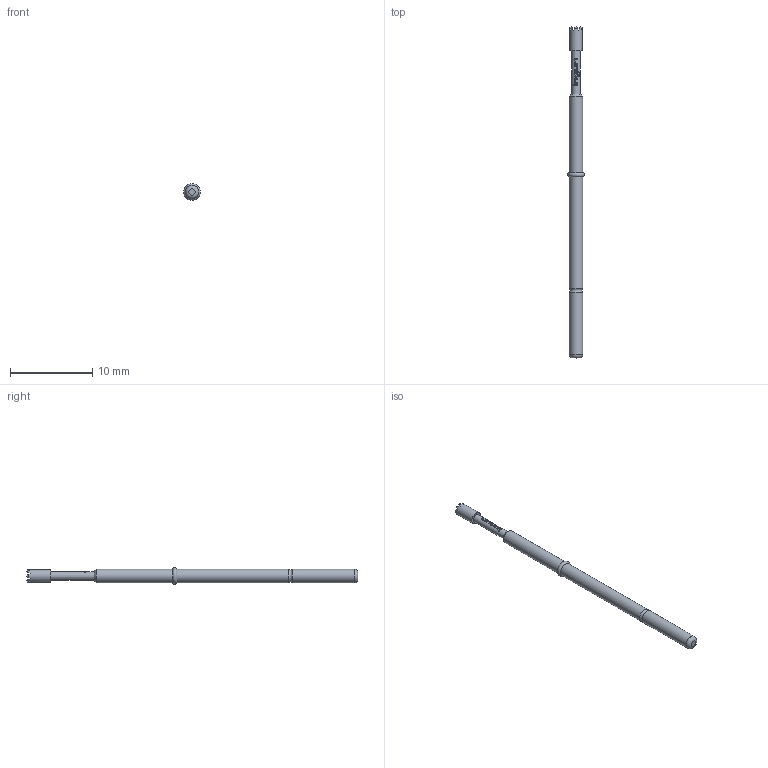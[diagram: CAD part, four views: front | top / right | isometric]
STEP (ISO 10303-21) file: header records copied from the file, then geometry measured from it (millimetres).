
FILE_DESCRIPTION (( 'STEP AP203' ), '1' );
FILE_NAME ('INGUN_GKS-112_306_150_X_xx10_0.STEP', '2016-07-25T07:23:00', ( '' ), ( '' ), 'SwSTEP 2.0', 'SolidWorks 2014', '' );
FILE_SCHEMA (( 'CONFIG_CONTROL_DESIGN' ));
Length unit declared in the file: millimetre
Products named in the file (1): INGUN_GKS-112_306_150_X_xx10_0
Bounding box: 2.03 x 40.3 x 2.03 mm (x, y, z)
Volume: 77.2 mm3; surface area: 203.6 mm2
Topology: 1 solids, 1 shells, 107 faces, 263 edges, 166 vertices
Faces by surface type: plane 71, bspline 21, cylinder 11, torus 3, cone 1
Full cylindrical faces by diameter (mm): 1 x1, 1.5 x1, 1.65 x3
Entity records: 3332 total; most frequent: CARTESIAN_POINT 1043, ORIENTED_EDGE 498, DIRECTION 372, EDGE_CURVE 249, VERTEX_POINT 162, AXIS2_PLACEMENT_3D 138, EDGE_LOOP 125, FACE_OUTER_BOUND 116
